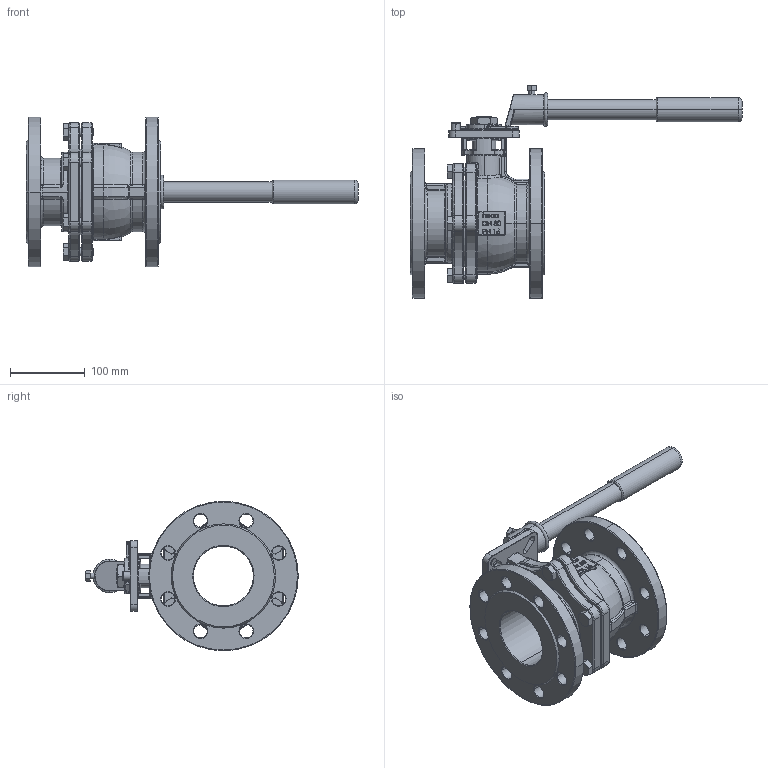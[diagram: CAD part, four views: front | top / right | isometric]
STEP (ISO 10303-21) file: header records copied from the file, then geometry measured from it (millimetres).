
FILE_DESCRIPTION (( 'STEP AP214' ), '1' );
FILE_NAME ('FKDA-300-000-4 Flanschkugelhahn 1712.STEP', '2017-12-20T13:56:58', ( '' ), ( '' ), 'SwSTEP 2.0', 'SolidWorks 2016', '' );
FILE_SCHEMA (( 'AUTOMOTIVE_DESIGN' ));
Length unit declared in the file: millimetre
Products named in the file (1): FKDA-300-000-4 Flanschkugelhahn 1712
Bounding box: 444 x 284.04 x 200 mm (x, y, z)
Volume: 2326209.5 mm3; surface area: 350210 mm2
Topology: 1 solids, 2 shells, 1486 faces, 3631 edges, 2192 vertices
Faces by surface type: plane 415, cylinder 333, bspline 313, torus 244, cone 159, sphere 22
Entity records: 64447 total; most frequent: CARTESIAN_POINT 27262, ORIENTED_EDGE 7210, DIRECTION 6513, EDGE_CURVE 3605, AXIS2_PLACEMENT_3D 2520, VERTEX_POINT 2192, EDGE_LOOP 1619, FACE_OUTER_BOUND 1486
